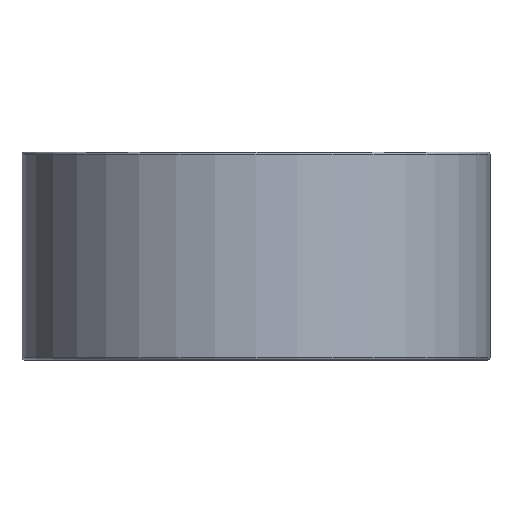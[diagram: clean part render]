
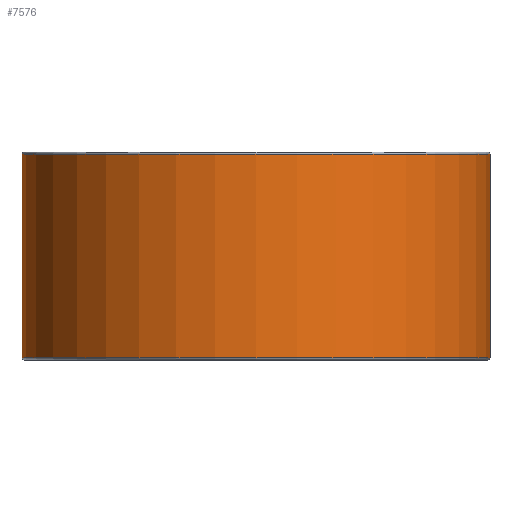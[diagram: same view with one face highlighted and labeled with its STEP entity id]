
A CAD part, front view. The second image highlights one B-rep face of the part: STEP entity #7576.
In plain terms, the highlighted cylindrical face has radius 28.575 mm (diameter 57.15 mm), a full revolution.
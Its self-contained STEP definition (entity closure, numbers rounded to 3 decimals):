
#436 = CARTESIAN_POINT ( 'NONE',  ( 31.387, 13.167, 34.543 ) ) ;
#1224 = CIRCLE ( 'NONE', #5395, 28.575 ) ;
#2508 = EDGE_CURVE ( 'NONE', #9408, #9408, #1224, .T. ) ;
#2738 = DIRECTION ( 'NONE',  ( -1., 0., 0. ) ) ;
#2996 = DIRECTION ( 'NONE',  ( 0., 0., -1. ) ) ;
#3686 = CIRCLE ( 'NONE', #7728, 28.575 ) ;
#4736 = EDGE_CURVE ( 'NONE', #5366, #5366, #3686, .T. ) ;
#5075 = AXIS2_PLACEMENT_3D ( 'NONE', #5720, #9645, #2738 ) ;
#5230 = EDGE_LOOP ( 'NONE', ( #9436 ) ) ;
#5366 = VERTEX_POINT ( 'NONE', #436 ) ;
#5395 = AXIS2_PLACEMENT_3D ( 'NONE', #6607, #7881, #7362 ) ;
#5720 = CARTESIAN_POINT ( 'NONE',  ( 2.812, 13.167, 34.797 ) ) ;
#6115 = CYLINDRICAL_SURFACE ( 'NONE', #5075, 28.575 ) ;
#6607 = CARTESIAN_POINT ( 'NONE',  ( 2.812, 13.167, 9.651 ) ) ;
#7046 = FACE_OUTER_BOUND ( 'NONE', #7608, .T. ) ;
#7362 = DIRECTION ( 'NONE',  ( 1., 0., 0. ) ) ;
#7576 = ADVANCED_FACE ( 'NONE', ( #8824, #7046 ), #6115, .T. ) ;
#7608 = EDGE_LOOP ( 'NONE', ( #7665 ) ) ;
#7611 = CARTESIAN_POINT ( 'NONE',  ( 2.812, 13.167, 34.543 ) ) ;
#7665 = ORIENTED_EDGE ( 'NONE', *, *, #4736, .T. ) ;
#7728 = AXIS2_PLACEMENT_3D ( 'NONE', #7611, #2996, #8387 ) ;
#7881 = DIRECTION ( 'NONE',  ( 0., 0., 1. ) ) ;
#8124 = CARTESIAN_POINT ( 'NONE',  ( 31.387, 13.167, 9.651 ) ) ;
#8387 = DIRECTION ( 'NONE',  ( 1., 0., 0. ) ) ;
#8824 = FACE_OUTER_BOUND ( 'NONE', #5230, .T. ) ;
#9408 = VERTEX_POINT ( 'NONE', #8124 ) ;
#9436 = ORIENTED_EDGE ( 'NONE', *, *, #2508, .T. ) ;
#9645 = DIRECTION ( 'NONE',  ( 0., 0., -1. ) ) ;
